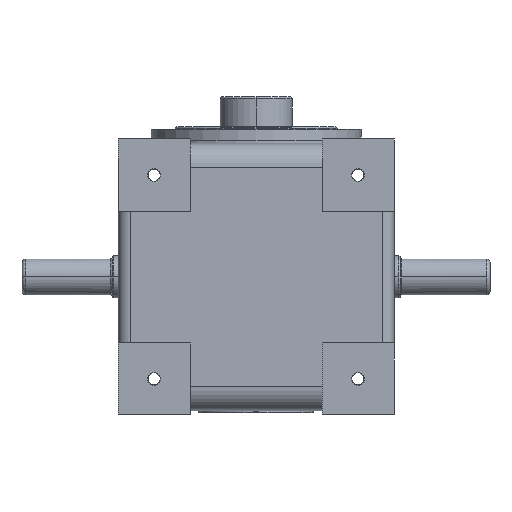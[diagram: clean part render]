
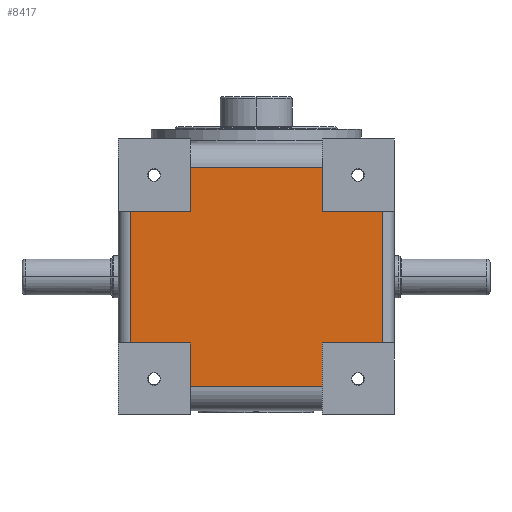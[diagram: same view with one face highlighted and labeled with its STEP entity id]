
A CAD part, front view. The second image highlights one B-rep face of the part: STEP entity #8417.
In plain terms, the highlighted planar face has unit normal (0, -1, 0).
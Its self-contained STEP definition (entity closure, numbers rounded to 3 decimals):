
#464 = ORIENTED_EDGE ( 'NONE', *, *, #6898, .F. ) ;
#546 = CARTESIAN_POINT ( 'NONE',  ( -55., -219.5, 91.5 ) ) ;
#594 = VECTOR ( 'NONE', #1685, 1000. ) ;
#673 = VECTOR ( 'NONE', #16020, 1000. ) ;
#1156 = ORIENTED_EDGE ( 'NONE', *, *, #8475, .F. ) ;
#1512 = VERTEX_POINT ( 'NONE', #5952 ) ;
#1685 = DIRECTION ( 'NONE',  ( 0., 0., -1. ) ) ;
#1884 = CARTESIAN_POINT ( 'NONE',  ( -55., -219.5, 115. ) ) ;
#1964 = EDGE_CURVE ( 'NONE', #6574, #9832, #6175, .T. ) ;
#2030 = DIRECTION ( 'NONE',  ( 0., 0., -1. ) ) ;
#2193 = ORIENTED_EDGE ( 'NONE', *, *, #14534, .T. ) ;
#2388 = LINE ( 'NONE', #26291, #18333 ) ;
#2452 = DIRECTION ( 'NONE',  ( 0., 0., 1. ) ) ;
#2542 = ORIENTED_EDGE ( 'NONE', *, *, #3882, .F. ) ;
#2549 = LINE ( 'NONE', #8189, #12934 ) ;
#2974 = CARTESIAN_POINT ( 'NONE',  ( 55., -219.5, -91.5 ) ) ;
#3281 = CARTESIAN_POINT ( 'NONE',  ( 105., -219.5, 55. ) ) ;
#3353 = PLANE ( 'NONE',  #5488 ) ;
#3478 = ORIENTED_EDGE ( 'NONE', *, *, #5515, .T. ) ;
#3882 = EDGE_CURVE ( 'NONE', #4195, #8720, #2549, .T. ) ;
#4195 = VERTEX_POINT ( 'NONE', #6403 ) ;
#4421 = LINE ( 'NONE', #546, #9956 ) ;
#4527 = VERTEX_POINT ( 'NONE', #22362 ) ;
#4682 = VERTEX_POINT ( 'NONE', #22947 ) ;
#4929 = ORIENTED_EDGE ( 'NONE', *, *, #10530, .T. ) ;
#5158 = ORIENTED_EDGE ( 'NONE', *, *, #8875, .T. ) ;
#5249 = LINE ( 'NONE', #26921, #8836 ) ;
#5488 = AXIS2_PLACEMENT_3D ( 'NONE', #17917, #20003, #7512 ) ;
#5515 = EDGE_CURVE ( 'NONE', #16074, #13236, #13802, .T. ) ;
#5696 = CARTESIAN_POINT ( 'NONE',  ( -55., -219.5, -91.5 ) ) ;
#5952 = CARTESIAN_POINT ( 'NONE',  ( 55., -219.5, 91.5 ) ) ;
#6095 = CARTESIAN_POINT ( 'NONE',  ( -135., -219.5, -55. ) ) ;
#6175 = LINE ( 'NONE', #16489, #673 ) ;
#6232 = EDGE_CURVE ( 'NONE', #1512, #4527, #2388, .T. ) ;
#6403 = CARTESIAN_POINT ( 'NONE',  ( -105., -219.5, 55. ) ) ;
#6574 = VERTEX_POINT ( 'NONE', #17361 ) ;
#6596 = CARTESIAN_POINT ( 'NONE',  ( -55., -219.5, 55. ) ) ;
#6898 = EDGE_CURVE ( 'NONE', #6574, #4682, #5249, .T. ) ;
#7288 = CARTESIAN_POINT ( 'NONE',  ( -105., -219.5, 115. ) ) ;
#7340 = VECTOR ( 'NONE', #21855, 1000. ) ;
#7499 = VECTOR ( 'NONE', #24808, 1000. ) ;
#7512 = DIRECTION ( 'NONE',  ( 0., 0., 1. ) ) ;
#7601 = CARTESIAN_POINT ( 'NONE',  ( -135., -219.5, 55. ) ) ;
#7944 = CARTESIAN_POINT ( 'NONE',  ( -55., -219.5, 115. ) ) ;
#8189 = CARTESIAN_POINT ( 'NONE',  ( -135., -219.5, 55. ) ) ;
#8242 = VERTEX_POINT ( 'NONE', #17290 ) ;
#8248 = VECTOR ( 'NONE', #10073, 1000. ) ;
#8417 = ADVANCED_FACE ( 'NONE', ( #13956 ), #3353, .F. ) ;
#8475 = EDGE_CURVE ( 'NONE', #4527, #25781, #13301, .T. ) ;
#8612 = CARTESIAN_POINT ( 'NONE',  ( 105., -219.5, 115. ) ) ;
#8720 = VERTEX_POINT ( 'NONE', #6596 ) ;
#8836 = VECTOR ( 'NONE', #2030, 1000. ) ;
#8875 = EDGE_CURVE ( 'NONE', #19484, #4682, #20149, .T. ) ;
#9696 = ORIENTED_EDGE ( 'NONE', *, *, #23893, .T. ) ;
#9832 = VERTEX_POINT ( 'NONE', #21033 ) ;
#9956 = VECTOR ( 'NONE', #13103, 1000. ) ;
#9957 = EDGE_CURVE ( 'NONE', #1512, #8242, #4421, .T. ) ;
#10073 = DIRECTION ( 'NONE',  ( 1., 0., 0. ) ) ;
#10530 = EDGE_CURVE ( 'NONE', #4195, #16074, #23322, .T. ) ;
#12934 = VECTOR ( 'NONE', #21039, 1000. ) ;
#13047 = LINE ( 'NONE', #1884, #7499 ) ;
#13103 = DIRECTION ( 'NONE',  ( -1., 0., 0. ) ) ;
#13236 = VERTEX_POINT ( 'NONE', #26070 ) ;
#13301 = LINE ( 'NONE', #7601, #22425 ) ;
#13498 = DIRECTION ( 'NONE',  ( 1., 0., 0. ) ) ;
#13802 = LINE ( 'NONE', #6095, #8248 ) ;
#13953 = VECTOR ( 'NONE', #13498, 1000. ) ;
#13956 = FACE_OUTER_BOUND ( 'NONE', #19803, .T. ) ;
#14534 = EDGE_CURVE ( 'NONE', #9832, #25781, #26020, .T. ) ;
#14903 = ORIENTED_EDGE ( 'NONE', *, *, #1964, .T. ) ;
#15302 = EDGE_CURVE ( 'NONE', #13236, #19484, #22742, .T. ) ;
#16020 = DIRECTION ( 'NONE',  ( 1., 0., 0. ) ) ;
#16074 = VERTEX_POINT ( 'NONE', #23688 ) ;
#16489 = CARTESIAN_POINT ( 'NONE',  ( -135., -219.5, -55. ) ) ;
#17290 = CARTESIAN_POINT ( 'NONE',  ( -55., -219.5, 91.5 ) ) ;
#17361 = CARTESIAN_POINT ( 'NONE',  ( 55., -219.5, -55. ) ) ;
#17917 = CARTESIAN_POINT ( 'NONE',  ( -55., -219.5, 115. ) ) ;
#18333 = VECTOR ( 'NONE', #20554, 1000. ) ;
#18970 = ORIENTED_EDGE ( 'NONE', *, *, #9957, .T. ) ;
#19484 = VERTEX_POINT ( 'NONE', #5696 ) ;
#19803 = EDGE_LOOP ( 'NONE', ( #2542, #4929, #3478, #26879, #5158, #464, #14903, #2193, #1156, #26384, #18970, #9696 ) ) ;
#20003 = DIRECTION ( 'NONE',  ( 0., 1., 0. ) ) ;
#20149 = LINE ( 'NONE', #2974, #13953 ) ;
#20509 = VECTOR ( 'NONE', #2452, 1000. ) ;
#20554 = DIRECTION ( 'NONE',  ( 0., 0., -1. ) ) ;
#21033 = CARTESIAN_POINT ( 'NONE',  ( 105., -219.5, -55. ) ) ;
#21039 = DIRECTION ( 'NONE',  ( 1., 0., 0. ) ) ;
#21855 = DIRECTION ( 'NONE',  ( 0., 0., -1. ) ) ;
#22362 = CARTESIAN_POINT ( 'NONE',  ( 55., -219.5, 55. ) ) ;
#22425 = VECTOR ( 'NONE', #26421, 1000. ) ;
#22742 = LINE ( 'NONE', #7944, #594 ) ;
#22947 = CARTESIAN_POINT ( 'NONE',  ( 55., -219.5, -91.5 ) ) ;
#23322 = LINE ( 'NONE', #7288, #7340 ) ;
#23688 = CARTESIAN_POINT ( 'NONE',  ( -105., -219.5, -55. ) ) ;
#23893 = EDGE_CURVE ( 'NONE', #8242, #8720, #13047, .T. ) ;
#24808 = DIRECTION ( 'NONE',  ( 0., 0., -1. ) ) ;
#25781 = VERTEX_POINT ( 'NONE', #3281 ) ;
#26020 = LINE ( 'NONE', #8612, #20509 ) ;
#26070 = CARTESIAN_POINT ( 'NONE',  ( -55., -219.5, -55. ) ) ;
#26291 = CARTESIAN_POINT ( 'NONE',  ( 55., -219.5, 115. ) ) ;
#26384 = ORIENTED_EDGE ( 'NONE', *, *, #6232, .F. ) ;
#26421 = DIRECTION ( 'NONE',  ( 1., 0., 0. ) ) ;
#26879 = ORIENTED_EDGE ( 'NONE', *, *, #15302, .T. ) ;
#26921 = CARTESIAN_POINT ( 'NONE',  ( 55., -219.5, 115. ) ) ;
